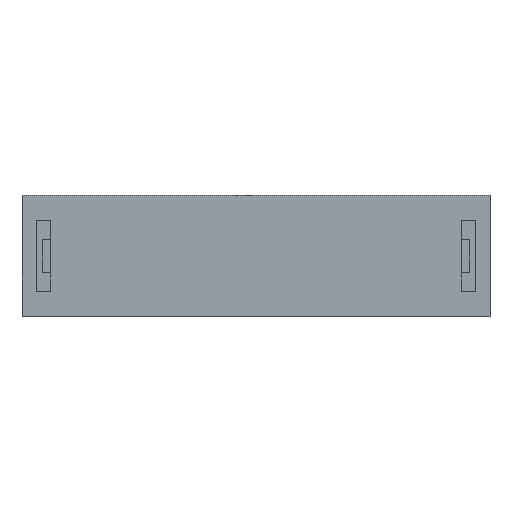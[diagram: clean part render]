
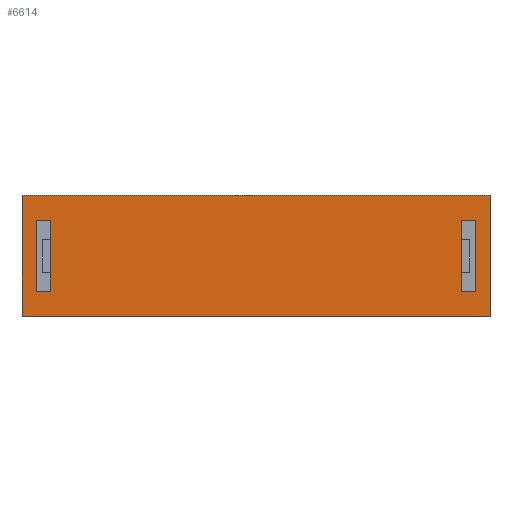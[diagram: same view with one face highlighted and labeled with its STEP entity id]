
A CAD part, top view. The second image highlights one B-rep face of the part: STEP entity #6614.
In plain terms, the highlighted planar face has unit normal (0, 0, 1).
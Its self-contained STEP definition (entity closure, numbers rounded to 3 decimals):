
#1518=ORIENTED_EDGE('',*,*,#2800,.F.);
#1519=ORIENTED_EDGE('',*,*,#2801,.F.);
#1520=ORIENTED_EDGE('',*,*,#2802,.F.);
#1521=ORIENTED_EDGE('',*,*,#2803,.F.);
#1522=ORIENTED_EDGE('',*,*,#2804,.F.);
#1523=ORIENTED_EDGE('',*,*,#2805,.F.);
#1524=ORIENTED_EDGE('',*,*,#2806,.F.);
#1525=ORIENTED_EDGE('',*,*,#2807,.F.);
#1526=ORIENTED_EDGE('',*,*,#2780,.F.);
#1527=ORIENTED_EDGE('',*,*,#2799,.F.);
#1528=ORIENTED_EDGE('',*,*,#2770,.T.);
#1529=ORIENTED_EDGE('',*,*,#2808,.T.);
#2770=EDGE_CURVE('',#3500,#3499,#4275,.T.);
#2780=EDGE_CURVE('',#3507,#3508,#4285,.T.);
#2799=EDGE_CURVE('',#3500,#3507,#4304,.T.);
#2800=EDGE_CURVE('',#3523,#3524,#4305,.T.);
#2801=EDGE_CURVE('',#3525,#3523,#4306,.T.);
#2802=EDGE_CURVE('',#3526,#3525,#4307,.T.);
#2803=EDGE_CURVE('',#3524,#3526,#4308,.T.);
#2804=EDGE_CURVE('',#3527,#3528,#4309,.T.);
#2805=EDGE_CURVE('',#3529,#3527,#4310,.T.);
#2806=EDGE_CURVE('',#3530,#3529,#4311,.T.);
#2807=EDGE_CURVE('',#3528,#3530,#4312,.T.);
#2808=EDGE_CURVE('',#3499,#3508,#4313,.T.);
#3499=VERTEX_POINT('',#10443);
#3500=VERTEX_POINT('',#10445);
#3507=VERTEX_POINT('',#10462);
#3508=VERTEX_POINT('',#10464);
#3523=VERTEX_POINT('',#10503);
#3524=VERTEX_POINT('',#10504);
#3525=VERTEX_POINT('',#10506);
#3526=VERTEX_POINT('',#10508);
#3527=VERTEX_POINT('',#10511);
#3528=VERTEX_POINT('',#10512);
#3529=VERTEX_POINT('',#10514);
#3530=VERTEX_POINT('',#10516);
#4275=LINE('',#10444,#5158);
#4285=LINE('',#10463,#5168);
#4304=LINE('',#10500,#5187);
#4305=LINE('',#10502,#5188);
#4306=LINE('',#10505,#5189);
#4307=LINE('',#10507,#5190);
#4308=LINE('',#10509,#5191);
#4309=LINE('',#10510,#5192);
#4310=LINE('',#10513,#5193);
#4311=LINE('',#10515,#5194);
#4312=LINE('',#10517,#5195);
#4313=LINE('',#10518,#5196);
#5158=VECTOR('',#8542,1000.);
#5168=VECTOR('',#8554,1000.);
#5187=VECTOR('',#8579,1000.);
#5188=VECTOR('',#8582,1000.);
#5189=VECTOR('',#8583,1000.);
#5190=VECTOR('',#8584,1000.);
#5191=VECTOR('',#8585,1000.);
#5192=VECTOR('',#8586,1000.);
#5193=VECTOR('',#8587,1000.);
#5194=VECTOR('',#8588,1000.);
#5195=VECTOR('',#8589,1000.);
#5196=VECTOR('',#8590,1000.);
#5641=EDGE_LOOP('',(#1518,#1519,#1520,#1521));
#5642=EDGE_LOOP('',(#1522,#1523,#1524,#1525));
#5643=EDGE_LOOP('',(#1526,#1527,#1528,#1529));
#5994=FACE_BOUND('',#5641,.T.);
#5995=FACE_BOUND('',#5642,.T.);
#5996=FACE_BOUND('',#5643,.T.);
#6291=PLANE('',#7210);
#6614=ADVANCED_FACE('',(#5994,#5995,#5996),#6291,.T.);
#7210=AXIS2_PLACEMENT_3D('',#10501,#8580,#8581);
#8542=DIRECTION('',(1.,0.,0.));
#8554=DIRECTION('',(1.,0.,0.));
#8579=DIRECTION('',(0.,1.,0.));
#8580=DIRECTION('',(0.,0.,1.));
#8581=DIRECTION('',(1.,0.,0.));
#8582=DIRECTION('',(-1.,0.,0.));
#8583=DIRECTION('',(0.,1.,0.));
#8584=DIRECTION('',(1.,0.,0.));
#8585=DIRECTION('',(0.,-1.,0.));
#8586=DIRECTION('',(0.,1.,0.));
#8587=DIRECTION('',(1.,0.,0.));
#8588=DIRECTION('',(0.,-1.,0.));
#8589=DIRECTION('',(-1.,0.,0.));
#8590=DIRECTION('',(0.,1.,0.));
#10443=CARTESIAN_POINT('',(11.615,-3.,1.15));
#10444=CARTESIAN_POINT('',(-11.615,-3.,1.15));
#10445=CARTESIAN_POINT('',(-11.615,-3.,1.15));
#10462=CARTESIAN_POINT('',(-11.615,3.,1.15));
#10463=CARTESIAN_POINT('',(-11.615,3.,1.15));
#10464=CARTESIAN_POINT('',(11.615,3.,1.15));
#10500=CARTESIAN_POINT('',(-11.615,-3.,1.15));
#10501=CARTESIAN_POINT('',(-11.615,-3.,1.15));
#10502=CARTESIAN_POINT('',(-10.215,1.75,1.15));
#10503=CARTESIAN_POINT('',(-10.215,1.75,1.15));
#10504=CARTESIAN_POINT('',(-10.915,1.75,1.15));
#10505=CARTESIAN_POINT('',(-10.215,-1.75,1.15));
#10506=CARTESIAN_POINT('',(-10.215,-1.75,1.15));
#10507=CARTESIAN_POINT('',(-10.915,-1.75,1.15));
#10508=CARTESIAN_POINT('',(-10.915,-1.75,1.15));
#10509=CARTESIAN_POINT('',(-10.915,1.75,1.15));
#10510=CARTESIAN_POINT('',(10.915,-1.75,1.15));
#10511=CARTESIAN_POINT('',(10.915,-1.75,1.15));
#10512=CARTESIAN_POINT('',(10.915,1.75,1.15));
#10513=CARTESIAN_POINT('',(10.215,-1.75,1.15));
#10514=CARTESIAN_POINT('',(10.215,-1.75,1.15));
#10515=CARTESIAN_POINT('',(10.215,1.75,1.15));
#10516=CARTESIAN_POINT('',(10.215,1.75,1.15));
#10517=CARTESIAN_POINT('',(10.915,1.75,1.15));
#10518=CARTESIAN_POINT('',(11.615,-3.,1.15));
